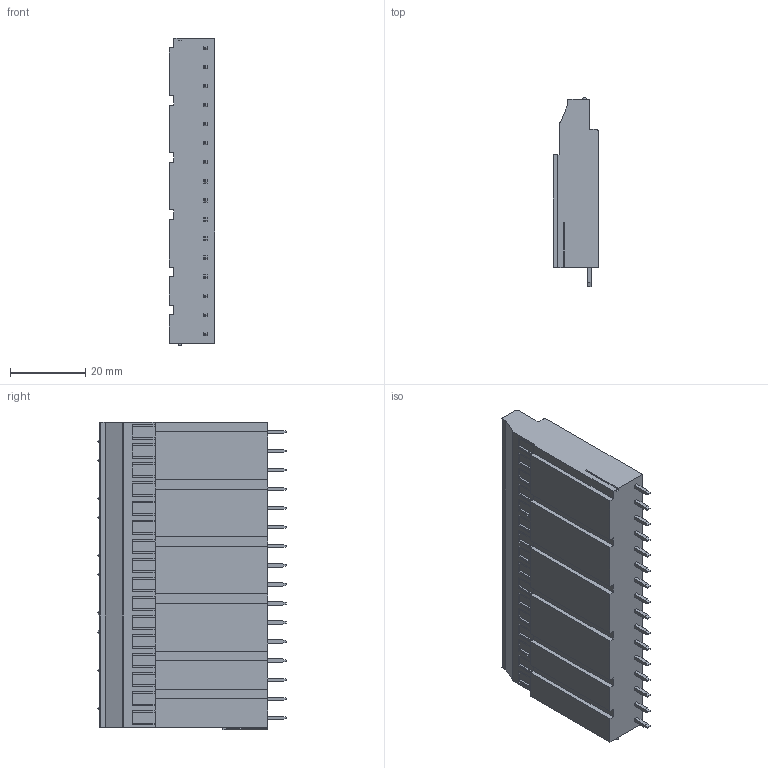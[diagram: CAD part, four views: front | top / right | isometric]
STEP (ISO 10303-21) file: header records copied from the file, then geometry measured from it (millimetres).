
FILE_DESCRIPTION((''),'2;1');
FILE_NAME('TL324VH','2024-12-25T',('yanfa'),(''),'PRO/ENGINEER BY PARAMETRIC TECHNOLOGY CORPORATION, 2009280','PRO/ENGINEER BY PARAMETRIC TECHNOLOGY CORPORATION, 2009280','');
FILE_SCHEMA(('AUTOMOTIVE_DESIGN_CC2 { 1 2 10303 214 -1 1 5 2 }'));
Length unit declared in the file: millimetre
Products named in the file (1): TL324VH
Bounding box: 12.2 x 50.3 x 81.88 mm (x, y, z)
Volume: 38851.4 mm3; surface area: 11698.3 mm2
Topology: 1 solids, 1 shells, 538 faces, 1478 edges, 964 vertices
Faces by surface type: plane 414, cylinder 72, torus 32, sphere 20
Entity records: 17054 total; most frequent: CARTESIAN_POINT 3312, ORIENTED_EDGE 2916, DIRECTION 2750, EDGE_CURVE 1458, VECTOR 1114, LINE 1114, VERTEX_POINT 964, AXIS2_PLACEMENT_3D 818
